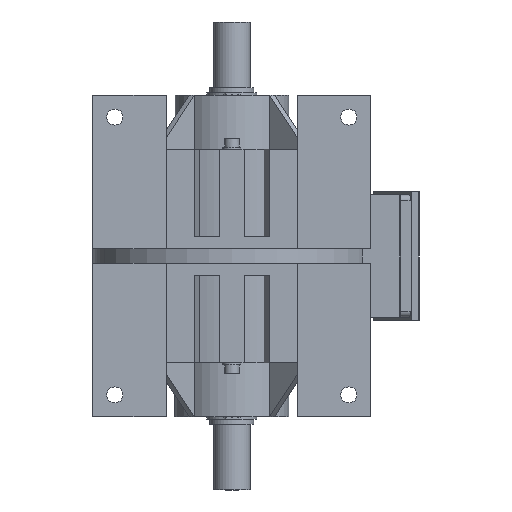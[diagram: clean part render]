
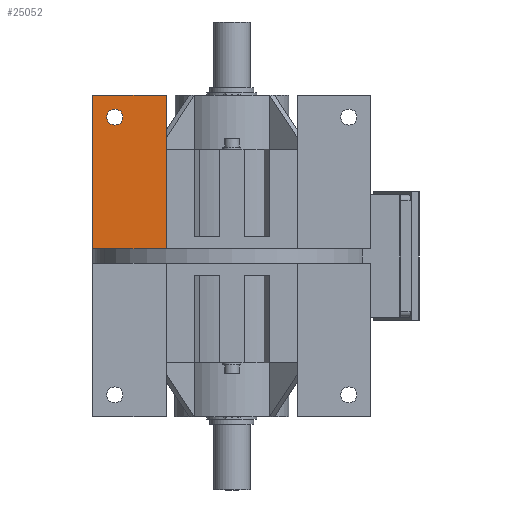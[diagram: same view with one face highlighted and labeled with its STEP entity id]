
A CAD part, front view. The second image highlights one B-rep face of the part: STEP entity #25052.
In plain terms, the highlighted planar face has unit normal (0, -1, 0).
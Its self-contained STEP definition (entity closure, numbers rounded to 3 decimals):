
#7924 = EDGE_CURVE ( 'NONE', #23826, #23818, #21673, .T. ) ;
#10926 = DIRECTION ( 'NONE',  ( -1., 0., 0. ) ) ;
#10927 = DIRECTION ( 'NONE',  ( 0., 1., 0. ) ) ;
#10928 = CARTESIAN_POINT ( 'NONE',  ( -80., -102., 92.5 ) ) ;
#10929 = AXIS2_PLACEMENT_3D ( 'NONE', #10928, #10927, #10926 ) ;
#10930 = CIRCLE ( 'NONE', #10929, 5.5 ) ;
#10942 = CARTESIAN_POINT ( 'NONE',  ( -74.5, -102., 92.5 ) ) ;
#10978 = CARTESIAN_POINT ( 'NONE',  ( -85.5, -102., 92.5 ) ) ;
#13257 = LINE ( 'NONE', #13315, #13314 ) ;
#13296 = DIRECTION ( 'NONE',  ( 1., 0., 0. ) ) ;
#13297 = DIRECTION ( 'NONE',  ( 0., -1., 0. ) ) ;
#13298 = CARTESIAN_POINT ( 'NONE',  ( 0., -102., 17.5 ) ) ;
#13300 = AXIS2_PLACEMENT_3D ( 'NONE', #13298, #13297, #13296 ) ;
#13301 = PLANE ( 'NONE',  #13300 ) ;
#13302 = FACE_BOUND ( 'NONE', #25119, .T. ) ;
#13303 = FACE_OUTER_BOUND ( 'NONE', #25064, .T. ) ;
#13310 = CARTESIAN_POINT ( 'NONE',  ( -95., -102., 2.5 ) ) ;
#13311 = CARTESIAN_POINT ( 'NONE',  ( -45., -102., 107.5 ) ) ;
#13312 = CARTESIAN_POINT ( 'NONE',  ( -95., -102., 107.5 ) ) ;
#13313 = DIRECTION ( 'NONE',  ( 1., 0., 0. ) ) ;
#13314 = VECTOR ( 'NONE', #13313, 1000. ) ;
#13315 = CARTESIAN_POINT ( 'NONE',  ( -45., -102., 107.5 ) ) ;
#13379 = CARTESIAN_POINT ( 'NONE',  ( -45., -102., 17.5 ) ) ;
#13380 = LINE ( 'NONE', #13379, #13442 ) ;
#13385 = CARTESIAN_POINT ( 'NONE',  ( -45., -102., 2.5 ) ) ;
#13386 = DIRECTION ( 'NONE',  ( -1., 0., 0. ) ) ;
#13387 = VECTOR ( 'NONE', #13386, 1000. ) ;
#13388 = CARTESIAN_POINT ( 'NONE',  ( 0., -102., 2.5 ) ) ;
#13389 = LINE ( 'NONE', #13388, #13387 ) ;
#13395 = DIRECTION ( 'NONE',  ( 0., 0., 1. ) ) ;
#13396 = VECTOR ( 'NONE', #13395, 1000. ) ;
#13397 = CARTESIAN_POINT ( 'NONE',  ( -95., -102., 17.5 ) ) ;
#13401 = LINE ( 'NONE', #13397, #13396 ) ;
#13441 = DIRECTION ( 'NONE',  ( 0., 0., -1. ) ) ;
#13442 = VECTOR ( 'NONE', #13441, 1000. ) ;
#21413 = DIRECTION ( 'NONE',  ( -1., 0., 0. ) ) ;
#21670 = DIRECTION ( 'NONE',  ( 0., 1., 0. ) ) ;
#21671 = CARTESIAN_POINT ( 'NONE',  ( -80., -102., 92.5 ) ) ;
#21672 = AXIS2_PLACEMENT_3D ( 'NONE', #21671, #21670, #21413 ) ;
#21673 = CIRCLE ( 'NONE', #21672, 5.5 ) ;
#23818 = VERTEX_POINT ( 'NONE', #10942 ) ;
#23823 = EDGE_CURVE ( 'NONE', #23818, #23826, #10930, .T. ) ;
#23826 = VERTEX_POINT ( 'NONE', #10978 ) ;
#25042 = EDGE_CURVE ( 'NONE', #25043, #25044, #13257, .T. ) ;
#25043 = VERTEX_POINT ( 'NONE', #13312 ) ;
#25044 = VERTEX_POINT ( 'NONE', #13311 ) ;
#25045 = VERTEX_POINT ( 'NONE', #13310 ) ;
#25052 = ADVANCED_FACE ( 'NONE', ( #13303, #13302 ), #13301, .T. ) ;
#25053 = ORIENTED_EDGE ( 'NONE', *, *, #25042, .F. ) ;
#25064 = EDGE_LOOP ( 'NONE', ( #25053, #25109, #25065, #25066 ) ) ;
#25065 = ORIENTED_EDGE ( 'NONE', *, *, #25112, .F. ) ;
#25066 = ORIENTED_EDGE ( 'NONE', *, *, #25118, .F. ) ;
#25071 = ORIENTED_EDGE ( 'NONE', *, *, #7924, .T. ) ;
#25072 = ORIENTED_EDGE ( 'NONE', *, *, #23823, .T. ) ;
#25109 = ORIENTED_EDGE ( 'NONE', *, *, #25110, .F. ) ;
#25110 = EDGE_CURVE ( 'NONE', #25045, #25043, #13401, .T. ) ;
#25112 = EDGE_CURVE ( 'NONE', #25113, #25045, #13389, .T. ) ;
#25113 = VERTEX_POINT ( 'NONE', #13385 ) ;
#25118 = EDGE_CURVE ( 'NONE', #25044, #25113, #13380, .T. ) ;
#25119 = EDGE_LOOP ( 'NONE', ( #25071, #25072 ) ) ;
